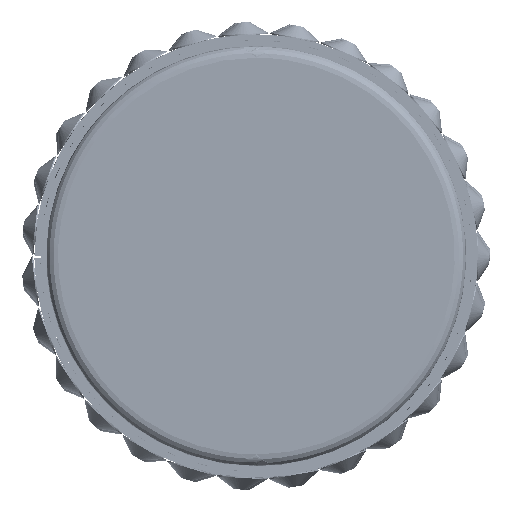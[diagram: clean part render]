
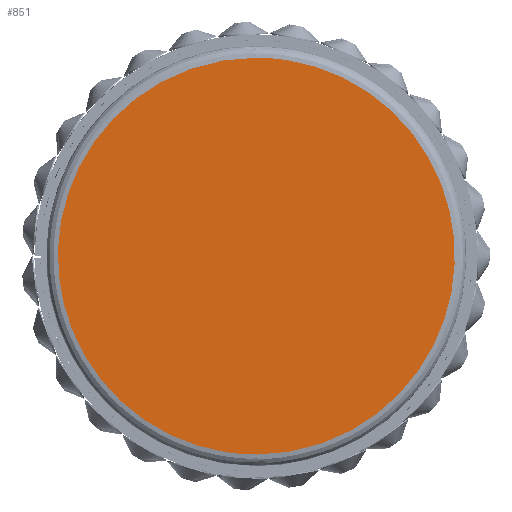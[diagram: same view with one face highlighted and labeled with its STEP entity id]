
A CAD part, front view. The second image highlights one B-rep face of the part: STEP entity #851.
In plain terms, the highlighted free-form (B-spline) face has degree [1, 1] with [2, 2] control points.
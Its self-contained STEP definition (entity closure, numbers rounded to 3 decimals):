
#21 = EDGE_CURVE('',#22,#24,#26,.T.);
#22 = VERTEX_POINT('',#23);
#23 = CARTESIAN_POINT('',(21.271,-4.592,
    -14.655));
#24 = VERTEX_POINT('',#25);
#25 = CARTESIAN_POINT('',(21.271,-4.592,
    18.689));
#26 = ( BOUNDED_CURVE() B_SPLINE_CURVE(2,(#27,#28,#29,#30,#31),
.UNSPECIFIED.,.F.,.F.) B_SPLINE_CURVE_WITH_KNOTS((3,2,3),(3.142,
4.712,6.283),.PIECEWISE_BEZIER_KNOTS.) CURVE() 
GEOMETRIC_REPRESENTATION_ITEM() RATIONAL_B_SPLINE_CURVE((1.,
0.707,1.,0.707,1.)) REPRESENTATION_ITEM('') );
#27 = CARTESIAN_POINT('',(21.271,-4.592,
    -14.655));
#28 = CARTESIAN_POINT('',(37.943,-4.592,
    -14.655));
#29 = CARTESIAN_POINT('',(37.943,-4.592,2.017
    ));
#30 = CARTESIAN_POINT('',(37.943,-4.592,
    18.689));
#31 = CARTESIAN_POINT('',(21.271,-4.592,
    18.689));
#851 = ADVANCED_FACE('',(#852),#863,.F.);
#852 = FACE_BOUND('',#853,.T.);
#853 = EDGE_LOOP('',(#854,#862));
#854 = ORIENTED_EDGE('',*,*,#855,.T.);
#855 = EDGE_CURVE('',#24,#22,#856,.T.);
#856 = ( BOUNDED_CURVE() B_SPLINE_CURVE(2,(#857,#858,#859,#860,#861),
.UNSPECIFIED.,.F.,.F.) B_SPLINE_CURVE_WITH_KNOTS((3,2,3),(0.,
1.571,3.142),.PIECEWISE_BEZIER_KNOTS.) CURVE() 
GEOMETRIC_REPRESENTATION_ITEM() RATIONAL_B_SPLINE_CURVE((1.,
0.707,1.,0.707,1.)) REPRESENTATION_ITEM('') );
#857 = CARTESIAN_POINT('',(21.271,-4.592,
    18.689));
#858 = CARTESIAN_POINT('',(4.599,-4.592,
    18.689));
#859 = CARTESIAN_POINT('',(4.599,-4.592,2.017
    ));
#860 = CARTESIAN_POINT('',(4.599,-4.592,
    -14.655));
#861 = CARTESIAN_POINT('',(21.271,-4.592,
    -14.655));
#862 = ORIENTED_EDGE('',*,*,#21,.T.);
#863 = B_SPLINE_SURFACE_WITH_KNOTS('',1,1,(
    (#864,#865)
    ,(#866,#867
    )),.UNSPECIFIED.,.F.,.F.,.F.,(2,2),(2,2),(-17.,17.),(-17.,17.),
  .PIECEWISE_BEZIER_KNOTS.);
#864 = CARTESIAN_POINT('',(4.599,-4.592,
    -14.655));
#865 = CARTESIAN_POINT('',(37.943,-4.592,
    -14.655));
#866 = CARTESIAN_POINT('',(4.599,-4.592,
    18.689));
#867 = CARTESIAN_POINT('',(37.943,-4.592,
    18.689));
